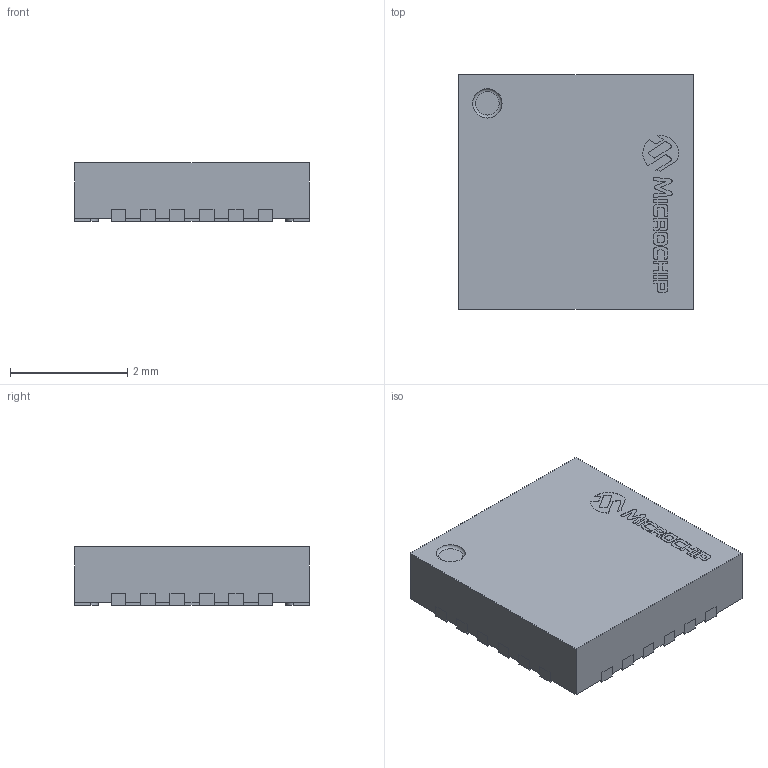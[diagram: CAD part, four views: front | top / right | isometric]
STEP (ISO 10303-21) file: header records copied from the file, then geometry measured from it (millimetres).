
FILE_DESCRIPTION(/* description */ (''),/* implementation_level */ '2;1');
FILE_NAME(/* name */ 'Microchip LAN8742A-CZ-TR VQFN24 QFN 24 .stp',/* time_stamp */ '2019-11-13T20:25:34-04:00',/* author */ ('Ricardo'),/* organization */ (''),/* preprocessor_version */ 'ST-DEVELOPER v18',/* originating_system */ 'Autodesk Inventor 2020',/* authorisation */ '');
FILE_SCHEMA (('AUTOMOTIVE_DESIGN { 1 0 10303 214 3 1 1 }'));
Length unit declared in the file: millimetre
Products named in the file (4): Microchip LAN9512I-JZX - 64 QFN QFN; body; pisn; logo
Assembly tree (3 placements, depth 2):
  Microchip LAN9512I-JZX - 64 QFN QFN
    body
    pisn
    logo
Bounding box: 4 x 4 x 1 mm (x, y, z)
Volume: 15.6 mm3; surface area: 76.8 mm2
Topology: 36 solids, 36 shells, 418 faces, 1032 edges, 688 vertices
Faces by surface type: plane 314, cylinder 59, bspline 44, torus 1
Entity records: 12625 total; most frequent: CARTESIAN_POINT 2693, ORIENTED_EDGE 2064, DIRECTION 1839, EDGE_CURVE 1032, LINE 823, VECTOR 823, VERTEX_POINT 688, AXIS2_PLACEMENT_3D 508
